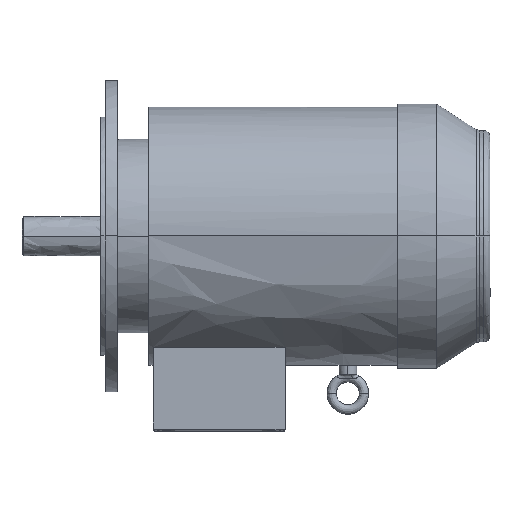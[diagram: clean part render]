
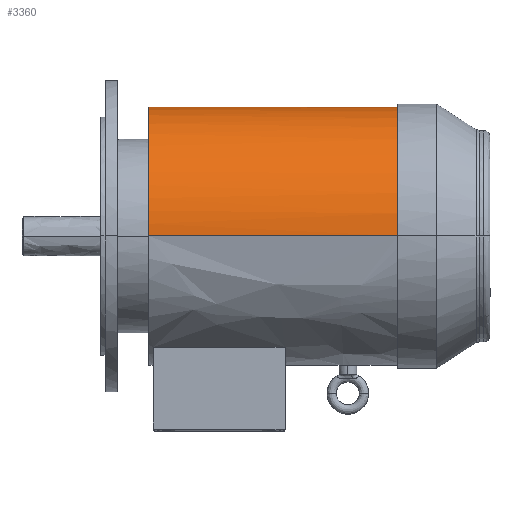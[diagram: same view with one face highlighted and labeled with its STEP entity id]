
A CAD part, top view. The second image highlights one B-rep face of the part: STEP entity #3360.
In plain terms, the highlighted free-form (B-spline) face has degree [3, 1] with [4, 2] control points.
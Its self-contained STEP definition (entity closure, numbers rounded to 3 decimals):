
#3360 = ADVANCED_FACE('',(#3361),#3376,.T.);
#3361 = FACE_BOUND('',#3362,.T.);
#3362 = EDGE_LOOP('',(#3363,#3390,#3404,#3420));
#3363 = ORIENTED_EDGE('',*,*,#3364,.T.);
#3364 = EDGE_CURVE('',#3365,#3367,#3369,.T.);
#3365 = VERTEX_POINT('',#3366);
#3366 = CARTESIAN_POINT('',(282.,0.,124.5));
#3367 = VERTEX_POINT('',#3368);
#3368 = CARTESIAN_POINT('',(282.,0.,-124.5));
#3369 = SURFACE_CURVE('',#3370,(#3375),.PCURVE_S1.);
#3370 = ( BOUNDED_CURVE() B_SPLINE_CURVE(3,(#3371,#3372,#3373,#3374),
.UNSPECIFIED.,.F.,.F.) B_SPLINE_CURVE_WITH_KNOTS((4,4),(0.,
3.142),.PIECEWISE_BEZIER_KNOTS.) CURVE() 
GEOMETRIC_REPRESENTATION_ITEM() RATIONAL_B_SPLINE_CURVE((1.,
0.333,0.333,1.)) REPRESENTATION_ITEM('') );
#3371 = CARTESIAN_POINT('',(282.,0.,124.5));
#3372 = CARTESIAN_POINT('',(282.,249.,124.5));
#3373 = CARTESIAN_POINT('',(282.,249.,-124.5));
#3374 = CARTESIAN_POINT('',(282.,0.,-124.5));
#3375 = PCURVE('',#3376,#3385);
#3376 = ( BOUNDED_SURFACE() B_SPLINE_SURFACE(3,1,(
    (#3377,#3378)
    ,(#3379,#3380)
    ,(#3381,#3382)
    ,(#3383,#3384
)),.UNSPECIFIED.,.F.,.F.,.F.) B_SPLINE_SURFACE_WITH_KNOTS((4,4),(2,2),(
    0.,1.),(0.,1.),.PIECEWISE_BEZIER_KNOTS.) 
GEOMETRIC_REPRESENTATION_ITEM() RATIONAL_B_SPLINE_SURFACE((
    (1.,1.)
    ,(0.333,0.333)
    ,(0.333,0.333)
,(1.,1.))) REPRESENTATION_ITEM('') SURFACE() );
#3377 = CARTESIAN_POINT('',(282.,0.,124.5));
#3378 = CARTESIAN_POINT('',(42.,0.,124.5));
#3379 = CARTESIAN_POINT('',(282.,249.,124.5));
#3380 = CARTESIAN_POINT('',(42.,249.,124.5));
#3381 = CARTESIAN_POINT('',(282.,249.,-124.5));
#3382 = CARTESIAN_POINT('',(42.,249.,-124.5));
#3383 = CARTESIAN_POINT('',(282.,0.,-124.5));
#3384 = CARTESIAN_POINT('',(42.,0.,-124.5));
#3385 = DEFINITIONAL_REPRESENTATION('',(#3386),#3389);
#3386 = B_SPLINE_CURVE_WITH_KNOTS('',1,(#3387,#3388),.UNSPECIFIED.,.F.,
  .F.,(2,2),(0.,3.142),.PIECEWISE_BEZIER_KNOTS.);
#3387 = CARTESIAN_POINT('',(0.,0.));
#3388 = CARTESIAN_POINT('',(1.,0.));
#3389 = ( GEOMETRIC_REPRESENTATION_CONTEXT(2) 
PARAMETRIC_REPRESENTATION_CONTEXT() REPRESENTATION_CONTEXT('2D SPACE',''
  ) );
#3390 = ORIENTED_EDGE('',*,*,#3391,.T.);
#3391 = EDGE_CURVE('',#3367,#3392,#3394,.T.);
#3392 = VERTEX_POINT('',#3393);
#3393 = CARTESIAN_POINT('',(42.,0.,-124.5));
#3394 = SURFACE_CURVE('',#3395,(#3398),.PCURVE_S1.);
#3395 = B_SPLINE_CURVE_WITH_KNOTS('',1,(#3396,#3397),.UNSPECIFIED.,.F.,
  .F.,(2,2),(0.032,0.272),.PIECEWISE_BEZIER_KNOTS.);
#3396 = CARTESIAN_POINT('',(282.,0.,-124.5));
#3397 = CARTESIAN_POINT('',(42.,0.,-124.5));
#3398 = PCURVE('',#3376,#3399);
#3399 = DEFINITIONAL_REPRESENTATION('',(#3400),#3403);
#3400 = B_SPLINE_CURVE_WITH_KNOTS('',1,(#3401,#3402),.UNSPECIFIED.,.F.,
  .F.,(2,2),(0.032,0.272),.PIECEWISE_BEZIER_KNOTS.);
#3401 = CARTESIAN_POINT('',(1.,0.));
#3402 = CARTESIAN_POINT('',(1.,1.));
#3403 = ( GEOMETRIC_REPRESENTATION_CONTEXT(2) 
PARAMETRIC_REPRESENTATION_CONTEXT() REPRESENTATION_CONTEXT('2D SPACE',''
  ) );
#3404 = ORIENTED_EDGE('',*,*,#3405,.T.);
#3405 = EDGE_CURVE('',#3392,#3406,#3408,.T.);
#3406 = VERTEX_POINT('',#3407);
#3407 = CARTESIAN_POINT('',(42.,0.,124.5));
#3408 = SURFACE_CURVE('',#3409,(#3414),.PCURVE_S1.);
#3409 = ( BOUNDED_CURVE() B_SPLINE_CURVE(3,(#3410,#3411,#3412,#3413),
.UNSPECIFIED.,.F.,.F.) B_SPLINE_CURVE_WITH_KNOTS((4,4),(-3.142,
0.),.PIECEWISE_BEZIER_KNOTS.) CURVE() GEOMETRIC_REPRESENTATION_ITEM
() RATIONAL_B_SPLINE_CURVE((1.,0.333,0.333,1.)) 
REPRESENTATION_ITEM('') );
#3410 = CARTESIAN_POINT('',(42.,0.,-124.5));
#3411 = CARTESIAN_POINT('',(42.,249.,-124.5));
#3412 = CARTESIAN_POINT('',(42.,249.,124.5));
#3413 = CARTESIAN_POINT('',(42.,0.,124.5));
#3414 = PCURVE('',#3376,#3415);
#3415 = DEFINITIONAL_REPRESENTATION('',(#3416),#3419);
#3416 = B_SPLINE_CURVE_WITH_KNOTS('',1,(#3417,#3418),.UNSPECIFIED.,.F.,
  .F.,(2,2),(-3.142,0.),.PIECEWISE_BEZIER_KNOTS.);
#3417 = CARTESIAN_POINT('',(1.,1.));
#3418 = CARTESIAN_POINT('',(0.,1.));
#3419 = ( GEOMETRIC_REPRESENTATION_CONTEXT(2) 
PARAMETRIC_REPRESENTATION_CONTEXT() REPRESENTATION_CONTEXT('2D SPACE',''
  ) );
#3420 = ORIENTED_EDGE('',*,*,#3421,.T.);
#3421 = EDGE_CURVE('',#3406,#3365,#3422,.T.);
#3422 = SURFACE_CURVE('',#3423,(#3426),.PCURVE_S1.);
#3423 = B_SPLINE_CURVE_WITH_KNOTS('',1,(#3424,#3425),.UNSPECIFIED.,.F.,
  .F.,(2,2),(-0.272,-0.032),.PIECEWISE_BEZIER_KNOTS.);
#3424 = CARTESIAN_POINT('',(42.,0.,124.5));
#3425 = CARTESIAN_POINT('',(282.,0.,124.5));
#3426 = PCURVE('',#3376,#3427);
#3427 = DEFINITIONAL_REPRESENTATION('',(#3428),#3431);
#3428 = B_SPLINE_CURVE_WITH_KNOTS('',1,(#3429,#3430),.UNSPECIFIED.,.F.,
  .F.,(2,2),(-0.272,-0.032),.PIECEWISE_BEZIER_KNOTS.);
#3429 = CARTESIAN_POINT('',(0.,1.));
#3430 = CARTESIAN_POINT('',(0.,0.));
#3431 = ( GEOMETRIC_REPRESENTATION_CONTEXT(2) 
PARAMETRIC_REPRESENTATION_CONTEXT() REPRESENTATION_CONTEXT('2D SPACE',''
  ) );
